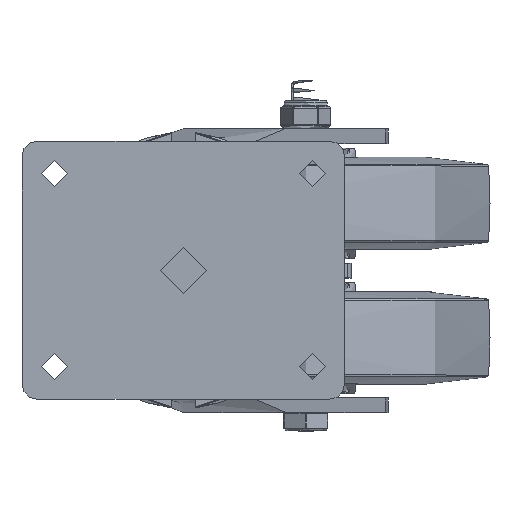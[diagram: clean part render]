
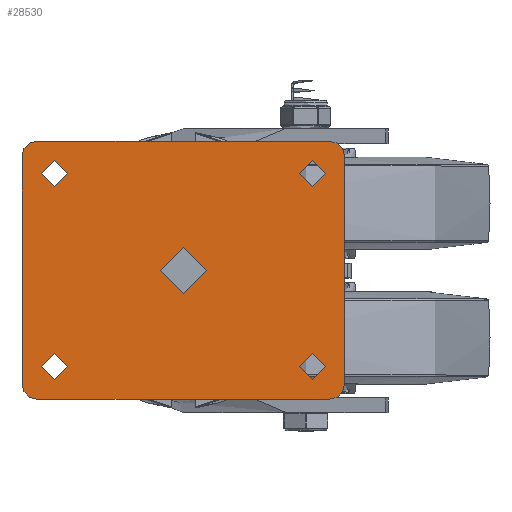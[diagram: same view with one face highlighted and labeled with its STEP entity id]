
A CAD part, top view. The second image highlights one B-rep face of the part: STEP entity #28530.
In plain terms, the highlighted planar face has unit normal (0, 0, 1).
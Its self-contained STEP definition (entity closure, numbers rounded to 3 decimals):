
#730=FACE_BOUND('',#5784,.T.);
#731=FACE_BOUND('',#5785,.T.);
#732=FACE_BOUND('',#5786,.T.);
#733=FACE_BOUND('',#5787,.T.);
#734=FACE_BOUND('',#5788,.T.);
#983=PLANE('',#30758);
#2318=CIRCLE('',#30717,12.5);
#2319=CIRCLE('',#30719,8.);
#2321=CIRCLE('',#30722,8.);
#2323=CIRCLE('',#30725,8.);
#2325=CIRCLE('',#30728,8.);
#2327=CIRCLE('',#30731,7.1);
#2329=CIRCLE('',#30734,7.1);
#2331=CIRCLE('',#30737,7.1);
#2333=CIRCLE('',#30740,7.1);
#3915=FACE_OUTER_BOUND('',#5783,.T.);
#5783=EDGE_LOOP('',(#19517,#19518,#19519,#19520,#19521,#19522,#19523,#19524));
#5784=EDGE_LOOP('',(#19525));
#5785=EDGE_LOOP('',(#19526));
#5786=EDGE_LOOP('',(#19527));
#5787=EDGE_LOOP('',(#19528));
#5788=EDGE_LOOP('',(#19529));
#9422=LINE('',#45566,#10744);
#9424=LINE('',#45569,#10746);
#9427=LINE('',#45573,#10749);
#9429=LINE('',#45576,#10751);
#10744=VECTOR('',#33746,1000.);
#10746=VECTOR('',#33750,1000.);
#10749=VECTOR('',#33755,1000.);
#10751=VECTOR('',#33759,1000.);
#12076=VERTEX_POINT('',#42347);
#12077=VERTEX_POINT('',#42351);
#12078=VERTEX_POINT('',#42352);
#12081=VERTEX_POINT('',#42360);
#12082=VERTEX_POINT('',#42361);
#12085=VERTEX_POINT('',#42369);
#12086=VERTEX_POINT('',#42370);
#12089=VERTEX_POINT('',#42378);
#12090=VERTEX_POINT('',#42379);
#12093=VERTEX_POINT('',#42387);
#12095=VERTEX_POINT('',#42393);
#12097=VERTEX_POINT('',#42399);
#12099=VERTEX_POINT('',#42405);
#14872=EDGE_CURVE('',#12076,#12076,#2318,.T.);
#14873=EDGE_CURVE('',#12077,#12078,#2319,.T.);
#14877=EDGE_CURVE('',#12081,#12082,#2321,.T.);
#14881=EDGE_CURVE('',#12085,#12086,#2323,.T.);
#14885=EDGE_CURVE('',#12089,#12090,#2325,.T.);
#14889=EDGE_CURVE('',#12093,#12093,#2327,.T.);
#14892=EDGE_CURVE('',#12095,#12095,#2329,.T.);
#14895=EDGE_CURVE('',#12097,#12097,#2331,.T.);
#14898=EDGE_CURVE('',#12099,#12099,#2333,.T.);
#14958=EDGE_CURVE('',#12078,#12081,#9422,.T.);
#14960=EDGE_CURVE('',#12082,#12089,#9424,.T.);
#14963=EDGE_CURVE('',#12090,#12085,#9427,.T.);
#14965=EDGE_CURVE('',#12086,#12077,#9429,.T.);
#19517=ORIENTED_EDGE('',*,*,#14873,.F.);
#19518=ORIENTED_EDGE('',*,*,#14965,.F.);
#19519=ORIENTED_EDGE('',*,*,#14881,.F.);
#19520=ORIENTED_EDGE('',*,*,#14963,.F.);
#19521=ORIENTED_EDGE('',*,*,#14885,.F.);
#19522=ORIENTED_EDGE('',*,*,#14960,.F.);
#19523=ORIENTED_EDGE('',*,*,#14877,.F.);
#19524=ORIENTED_EDGE('',*,*,#14958,.F.);
#19525=ORIENTED_EDGE('',*,*,#14872,.F.);
#19526=ORIENTED_EDGE('',*,*,#14889,.T.);
#19527=ORIENTED_EDGE('',*,*,#14892,.T.);
#19528=ORIENTED_EDGE('',*,*,#14895,.T.);
#19529=ORIENTED_EDGE('',*,*,#14898,.T.);
#28530=ADVANCED_FACE('',(#3915,#730,#731,#732,#733,#734),#983,.T.);
#30717=AXIS2_PLACEMENT_3D('',#42349,#33654,#33655);
#30719=AXIS2_PLACEMENT_3D('',#42353,#33658,#33659);
#30722=AXIS2_PLACEMENT_3D('',#42362,#33666,#33667);
#30725=AXIS2_PLACEMENT_3D('',#42371,#33674,#33675);
#30728=AXIS2_PLACEMENT_3D('',#42380,#33682,#33683);
#30731=AXIS2_PLACEMENT_3D('',#42388,#33690,#33691);
#30734=AXIS2_PLACEMENT_3D('',#42394,#33697,#33698);
#30737=AXIS2_PLACEMENT_3D('',#42400,#33704,#33705);
#30740=AXIS2_PLACEMENT_3D('',#42406,#33711,#33712);
#30758=AXIS2_PLACEMENT_3D('',#45577,#33760,#33761);
#33654=DIRECTION('center_axis',(0.,0.,1.));
#33655=DIRECTION('ref_axis',(1.,0.,0.));
#33658=DIRECTION('center_axis',(0.,0.,-1.));
#33659=DIRECTION('ref_axis',(0.707,-0.707,0.));
#33666=DIRECTION('center_axis',(0.,0.,-1.));
#33667=DIRECTION('ref_axis',(-0.707,-0.707,0.));
#33674=DIRECTION('center_axis',(0.,0.,-1.));
#33675=DIRECTION('ref_axis',(0.707,0.707,0.));
#33682=DIRECTION('center_axis',(0.,0.,-1.));
#33683=DIRECTION('ref_axis',(-0.707,0.707,0.));
#33690=DIRECTION('center_axis',(0.,0.,-1.));
#33691=DIRECTION('ref_axis',(1.,0.,0.));
#33697=DIRECTION('center_axis',(0.,0.,-1.));
#33698=DIRECTION('ref_axis',(1.,0.,0.));
#33704=DIRECTION('center_axis',(0.,0.,-1.));
#33705=DIRECTION('ref_axis',(1.,0.,0.));
#33711=DIRECTION('center_axis',(0.,0.,-1.));
#33712=DIRECTION('ref_axis',(1.,0.,0.));
#33746=DIRECTION('',(-1.,0.,0.));
#33750=DIRECTION('',(0.,1.,0.));
#33755=DIRECTION('',(1.,0.,0.));
#33759=DIRECTION('',(0.,-1.,0.));
#33760=DIRECTION('center_axis',(0.,0.,1.));
#33761=DIRECTION('ref_axis',(1.,0.,0.));
#42347=CARTESIAN_POINT('',(-12.5,0.,0.));
#42349=CARTESIAN_POINT('Origin',(0.,0.,0.));
#42351=CARTESIAN_POINT('',(87.5,-62.,0.));
#42352=CARTESIAN_POINT('',(79.5,-70.,0.));
#42353=CARTESIAN_POINT('Origin',(79.5,-62.,0.));
#42360=CARTESIAN_POINT('',(-79.5,-70.,0.));
#42361=CARTESIAN_POINT('',(-87.5,-62.,0.));
#42362=CARTESIAN_POINT('Origin',(-79.5,-62.,0.));
#42369=CARTESIAN_POINT('',(79.5,70.,0.));
#42370=CARTESIAN_POINT('',(87.5,62.,0.));
#42371=CARTESIAN_POINT('Origin',(79.5,62.,0.));
#42378=CARTESIAN_POINT('',(-87.5,62.,0.));
#42379=CARTESIAN_POINT('',(-79.5,70.,0.));
#42380=CARTESIAN_POINT('Origin',(-79.5,62.,0.));
#42387=CARTESIAN_POINT('',(-77.1,52.5,0.));
#42388=CARTESIAN_POINT('Origin',(-70.,52.5,0.));
#42393=CARTESIAN_POINT('',(62.9,52.5,0.));
#42394=CARTESIAN_POINT('Origin',(70.,52.5,0.));
#42399=CARTESIAN_POINT('',(62.9,-52.5,0.));
#42400=CARTESIAN_POINT('Origin',(70.,-52.5,0.));
#42405=CARTESIAN_POINT('',(-77.1,-52.5,0.));
#42406=CARTESIAN_POINT('Origin',(-70.,-52.5,0.));
#45566=CARTESIAN_POINT('',(87.5,-70.,0.));
#45569=CARTESIAN_POINT('',(-87.5,-70.,0.));
#45573=CARTESIAN_POINT('',(-87.5,70.,0.));
#45576=CARTESIAN_POINT('',(87.5,70.,0.));
#45577=CARTESIAN_POINT('Origin',(0.,0.,0.));
